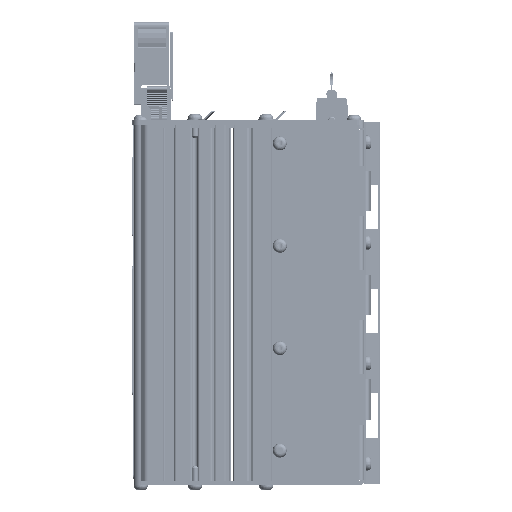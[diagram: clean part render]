
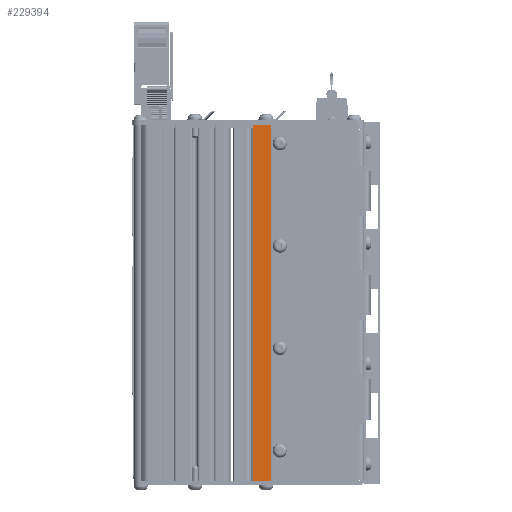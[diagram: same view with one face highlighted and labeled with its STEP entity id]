
A CAD part, left-side view. The second image highlights one B-rep face of the part: STEP entity #229394.
In plain terms, the highlighted planar face has unit normal (-1, 0, 0).
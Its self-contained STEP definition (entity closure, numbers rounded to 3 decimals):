
#3154 = DIRECTION ( 'NONE',  ( 0., -1., 0. ) ) ;
#3446 = VECTOR ( 'NONE', #215926, 1000. ) ;
#13925 = CARTESIAN_POINT ( 'NONE',  ( 102.18, 71.014, -40.438 ) ) ;
#25809 = VECTOR ( 'NONE', #103735, 1000. ) ;
#26395 = AXIS2_PLACEMENT_3D ( 'NONE', #179794, #224781, #229378 ) ;
#38842 = CARTESIAN_POINT ( 'NONE',  ( 102.18, 79.814, -40.438 ) ) ;
#40571 = ORIENTED_EDGE ( 'NONE', *, *, #217331, .T. ) ;
#43097 = VERTEX_POINT ( 'NONE', #13925 ) ;
#52537 = ORIENTED_EDGE ( 'NONE', *, *, #173158, .T. ) ;
#66206 = VERTEX_POINT ( 'NONE', #78209 ) ;
#78209 = CARTESIAN_POINT ( 'NONE',  ( 102.18, 79.814, 136.562 ) ) ;
#91660 = CARTESIAN_POINT ( 'NONE',  ( 102.18, 16.56, 136.562 ) ) ;
#102653 = LINE ( 'NONE', #246831, #3446 ) ;
#103735 = DIRECTION ( 'NONE',  ( 0., 0., 1. ) ) ;
#106919 = PLANE ( 'NONE',  #26395 ) ;
#110968 = EDGE_LOOP ( 'NONE', ( #214269, #40571, #145381, #52537 ) ) ;
#114953 = LINE ( 'NONE', #91660, #119690 ) ;
#119690 = VECTOR ( 'NONE', #3154, 1000. ) ;
#130348 = VERTEX_POINT ( 'NONE', #202544 ) ;
#131733 = FACE_OUTER_BOUND ( 'NONE', #110968, .T. ) ;
#145381 = ORIENTED_EDGE ( 'NONE', *, *, #243316, .T. ) ;
#164296 = LINE ( 'NONE', #198204, #174855 ) ;
#173158 = EDGE_CURVE ( 'NONE', #43097, #130348, #179678, .T. ) ;
#174855 = VECTOR ( 'NONE', #199764, 1000. ) ;
#179678 = LINE ( 'NONE', #247936, #25809 ) ;
#179794 = CARTESIAN_POINT ( 'NONE',  ( 102.18, 16.56, -40.438 ) ) ;
#198204 = CARTESIAN_POINT ( 'NONE',  ( 102.18, 16.56, -40.438 ) ) ;
#199764 = DIRECTION ( 'NONE',  ( 0., -1., 0. ) ) ;
#200914 = EDGE_CURVE ( 'NONE', #66206, #130348, #114953, .T. ) ;
#202544 = CARTESIAN_POINT ( 'NONE',  ( 102.18, 71.014, 136.562 ) ) ;
#214269 = ORIENTED_EDGE ( 'NONE', *, *, #200914, .F. ) ;
#215926 = DIRECTION ( 'NONE',  ( 0., 0., -1. ) ) ;
#217331 = EDGE_CURVE ( 'NONE', #66206, #277070, #102653, .T. ) ;
#224781 = DIRECTION ( 'NONE',  ( -1., 0., 0. ) ) ;
#229378 = DIRECTION ( 'NONE',  ( 0., 1., 0. ) ) ;
#229394 = ADVANCED_FACE ( 'NONE', ( #131733 ), #106919, .T. ) ;
#243316 = EDGE_CURVE ( 'NONE', #277070, #43097, #164296, .T. ) ;
#246831 = CARTESIAN_POINT ( 'NONE',  ( 102.18, 79.814, -40.438 ) ) ;
#247936 = CARTESIAN_POINT ( 'NONE',  ( 102.18, 71.014, -40.438 ) ) ;
#277070 = VERTEX_POINT ( 'NONE', #38842 ) ;
